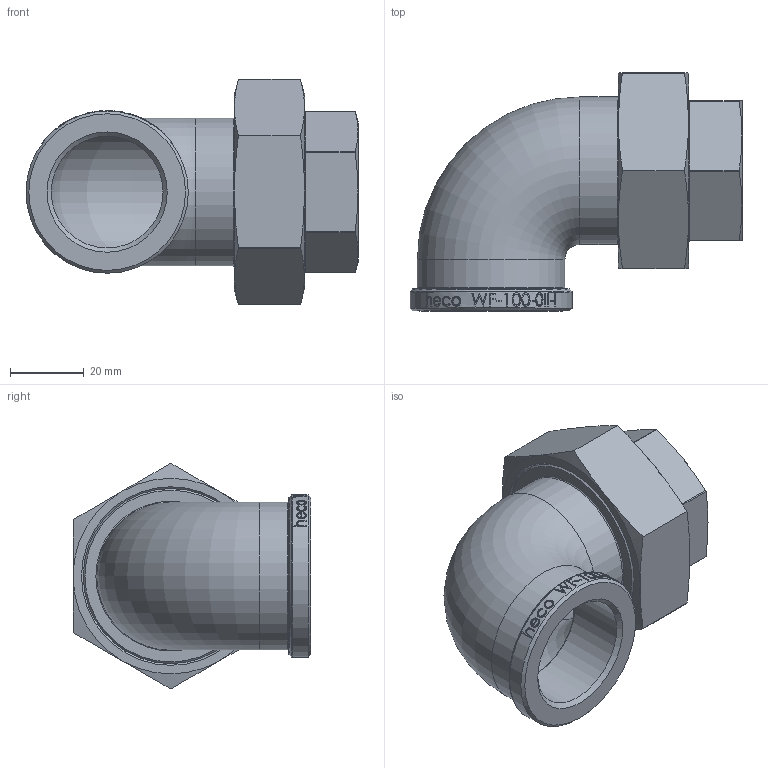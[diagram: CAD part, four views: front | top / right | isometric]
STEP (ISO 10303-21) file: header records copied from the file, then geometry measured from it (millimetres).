
FILE_DESCRIPTION (( 'STEP AP214' ), '1' );
FILE_NAME ('heco_WF-100-0II-I.STEP', '2015-11-05T08:40:52', ( 'test' ), ( '' ), 'SwSTEP 2.0', 'SolidWorks 2011', '' );
FILE_SCHEMA (( 'AUTOMOTIVE_DESIGN' ));
Length unit declared in the file: millimetre
Products named in the file (1): heco_WF-100-0II-I
Bounding box: 90 x 64.5 x 61.15 mm (x, y, z)
Volume: 58594.6 mm3; surface area: 27817 mm2
Topology: 1 solids, 1 shells, 236 faces, 575 edges, 371 vertices
Faces by surface type: plane 79, bspline 74, cylinder 46, cone 25, torus 12
Full cylindrical faces by diameter (mm): 30.291 x2, 35.4 x1, 40 x2, 44 x1, 45.9 x1, 46.5 x1, 50.5 x1
Entity records: 20381 total; most frequent: CARTESIAN_POINT 13040, ORIENTED_EDGE 1094, DIRECTION 718, EDGE_CURVE 547, VERTEX_POINT 364, AXIS2_PLACEMENT_3D 295, EDGE_LOOP 289, B_SPLINE_CURVE_WITH_KNOTS 251
